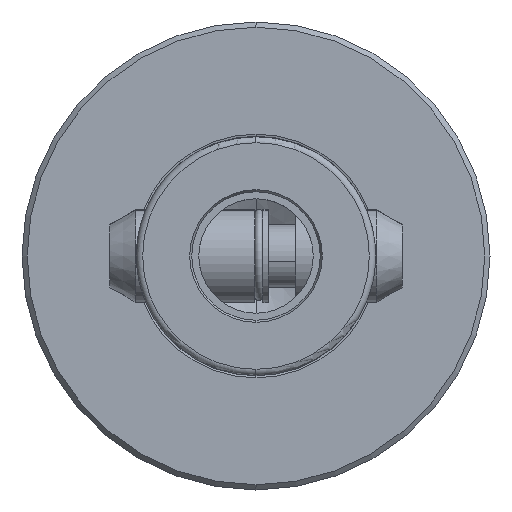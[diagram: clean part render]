
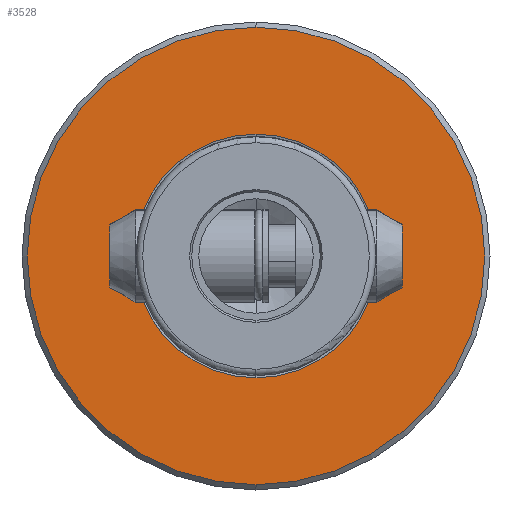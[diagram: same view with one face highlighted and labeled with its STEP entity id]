
A CAD part, left-side view. The second image highlights one B-rep face of the part: STEP entity #3528.
In plain terms, the highlighted planar face has unit normal (-1, 0, 0).
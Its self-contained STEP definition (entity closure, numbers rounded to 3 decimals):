
#41 = CIRCLE ( 'NONE', #5834, 44. ) ;
#696 = ORIENTED_EDGE ( 'NONE', *, *, #2697, .T. ) ;
#698 = ORIENTED_EDGE ( 'NONE', *, *, #2494, .F. ) ;
#739 = ORIENTED_EDGE ( 'NONE', *, *, #2441, .T. ) ;
#743 = ORIENTED_EDGE ( 'NONE', *, *, #2467, .F. ) ;
#2441 = EDGE_CURVE ( 'NONE', #7696, #7667, #5189, .T. ) ;
#2467 = EDGE_CURVE ( 'NONE', #7695, #7544, #5274, .T. ) ;
#2494 = EDGE_CURVE ( 'NONE', #7544, #7695, #6110, .T. ) ;
#2697 = EDGE_CURVE ( 'NONE', #7667, #7696, #41, .T. ) ;
#3528 = ADVANCED_FACE ( 'NONE', ( #8141, #8147 ), #7345, .F. ) ;
#4083 = CARTESIAN_POINT ( 'NONE',  ( 50., 0., 44. ) ) ;
#4093 = CARTESIAN_POINT ( 'NONE',  ( 50., 0., -44. ) ) ;
#4094 = CARTESIAN_POINT ( 'NONE',  ( 50., 0., 23.432 ) ) ;
#4872 = CARTESIAN_POINT ( 'NONE',  ( 50., 0., 0. ) ) ;
#4874 = DIRECTION ( 'NONE',  ( 0., 0., 1. ) ) ;
#4876 = DIRECTION ( 'NONE',  ( -1., 0., 0. ) ) ;
#5021 = CARTESIAN_POINT ( 'NONE',  ( 50., 0., -23.432 ) ) ;
#5189 = CIRCLE ( 'NONE', #5734, 44. ) ;
#5274 = CIRCLE ( 'NONE', #5746, 23.432 ) ;
#5734 = AXIS2_PLACEMENT_3D ( 'NONE', #7468, #7466, #7486 ) ;
#5746 = AXIS2_PLACEMENT_3D ( 'NONE', #7825, #7794, #7779 ) ;
#5764 = AXIS2_PLACEMENT_3D ( 'NONE', #6414, #6374, #6373 ) ;
#5834 = AXIS2_PLACEMENT_3D ( 'NONE', #4872, #4876, #4874 ) ;
#6066 = AXIS2_PLACEMENT_3D ( 'NONE', #7348, #7398, #7393 ) ;
#6110 = CIRCLE ( 'NONE', #5764, 23.432 ) ;
#6373 = DIRECTION ( 'NONE',  ( 0., 0., 1. ) ) ;
#6374 = DIRECTION ( 'NONE',  ( -1., 0., 0. ) ) ;
#6414 = CARTESIAN_POINT ( 'NONE',  ( 50., 0., 0. ) ) ;
#7345 = PLANE ( 'NONE',  #6066 ) ;
#7348 = CARTESIAN_POINT ( 'NONE',  ( 50., 23.432, 0. ) ) ;
#7393 = DIRECTION ( 'NONE',  ( 0., 0., -1. ) ) ;
#7398 = DIRECTION ( 'NONE',  ( 1., 0., 0. ) ) ;
#7466 = DIRECTION ( 'NONE',  ( -1., 0., 0. ) ) ;
#7468 = CARTESIAN_POINT ( 'NONE',  ( 50., 0., 0. ) ) ;
#7486 = DIRECTION ( 'NONE',  ( 0., 0., 1. ) ) ;
#7544 = VERTEX_POINT ( 'NONE', #5021 ) ;
#7667 = VERTEX_POINT ( 'NONE', #4083 ) ;
#7695 = VERTEX_POINT ( 'NONE', #4094 ) ;
#7696 = VERTEX_POINT ( 'NONE', #4093 ) ;
#7779 = DIRECTION ( 'NONE',  ( 0., 0., 1. ) ) ;
#7794 = DIRECTION ( 'NONE',  ( -1., 0., 0. ) ) ;
#7825 = CARTESIAN_POINT ( 'NONE',  ( 50., 0., 0. ) ) ;
#8075 = EDGE_LOOP ( 'NONE', ( #743, #698 ) ) ;
#8141 = FACE_BOUND ( 'NONE', #8075, .T. ) ;
#8147 = FACE_OUTER_BOUND ( 'NONE', #8365, .T. ) ;
#8365 = EDGE_LOOP ( 'NONE', ( #739, #696 ) ) ;
